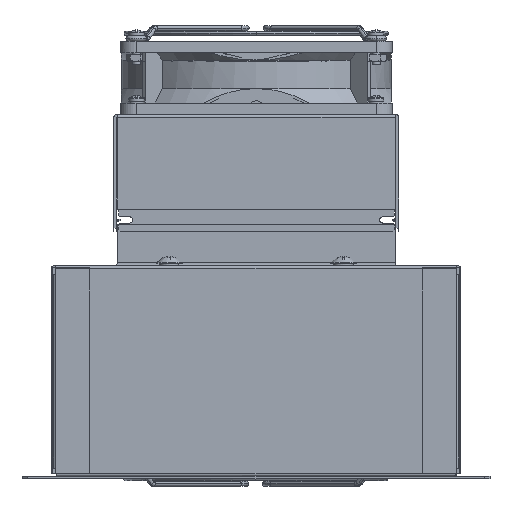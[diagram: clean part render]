
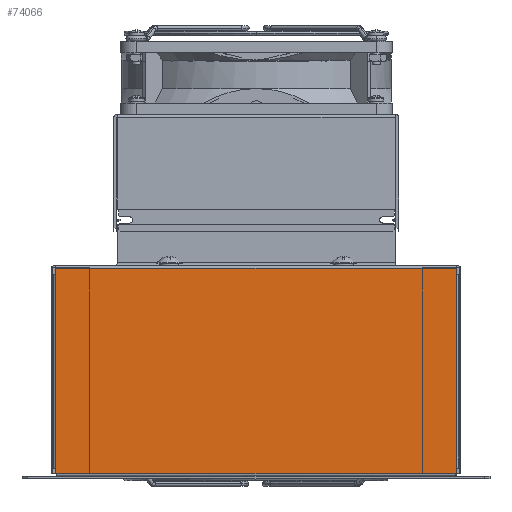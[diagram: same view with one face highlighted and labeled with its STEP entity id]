
A CAD part, front view. The second image highlights one B-rep face of the part: STEP entity #74066.
In plain terms, the highlighted planar face has unit normal (0, -1, 0).
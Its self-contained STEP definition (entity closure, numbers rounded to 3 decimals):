
#563 = AXIS2_PLACEMENT_3D ( 'NONE', #1281, #53013, #8743 ) ;
#1281 = CARTESIAN_POINT ( 'NONE',  ( 4.951, -15.791, 10.965 ) ) ;
#2385 = VECTOR ( 'NONE', #33808, 39.37 ) ;
#4704 = VERTEX_POINT ( 'NONE', #95207 ) ;
#8743 = DIRECTION ( 'NONE',  ( 0., 0., -1. ) ) ;
#11199 = LINE ( 'NONE', #16360, #43599 ) ;
#14439 = VERTEX_POINT ( 'NONE', #95470 ) ;
#16360 = CARTESIAN_POINT ( 'NONE',  ( 4.951, -15.791, 2.476 ) ) ;
#21914 = EDGE_CURVE ( 'NONE', #61239, #14439, #44155, .T. ) ;
#22091 = VECTOR ( 'NONE', #79147, 39.37 ) ;
#24764 = CARTESIAN_POINT ( 'NONE',  ( 0.545, -15.791, 10.965 ) ) ;
#25319 = DIRECTION ( 'NONE',  ( 0., 0., 1. ) ) ;
#26355 = CARTESIAN_POINT ( 'NONE',  ( 0.505, -15.791, 6.016 ) ) ;
#32505 = LINE ( 'NONE', #56767, #22091 ) ;
#33808 = DIRECTION ( 'NONE',  ( 1., 0., 0. ) ) ;
#35087 = EDGE_CURVE ( 'NONE', #88764, #4704, #32505, .T. ) ;
#37138 = ORIENTED_EDGE ( 'NONE', *, *, #21914, .F. ) ;
#43494 = CARTESIAN_POINT ( 'NONE',  ( 7.445, -15.791, 6.016 ) ) ;
#43599 = VECTOR ( 'NONE', #45836, 39.37 ) ;
#44155 = LINE ( 'NONE', #24764, #51360 ) ;
#45836 = DIRECTION ( 'NONE',  ( -1., 0., 0. ) ) ;
#50229 = ORIENTED_EDGE ( 'NONE', *, *, #35087, .F. ) ;
#50721 = EDGE_CURVE ( 'NONE', #14439, #88764, #93773, .T. ) ;
#51360 = VECTOR ( 'NONE', #25319, 39.37 ) ;
#53013 = DIRECTION ( 'NONE',  ( 0., 1., 0. ) ) ;
#54602 = FACE_OUTER_BOUND ( 'NONE', #84372, .T. ) ;
#56767 = CARTESIAN_POINT ( 'NONE',  ( 7.445, -15.791, 10.965 ) ) ;
#59453 = CARTESIAN_POINT ( 'NONE',  ( 0.545, -15.791, 2.476 ) ) ;
#60104 = PLANE ( 'NONE',  #563 ) ;
#60142 = ORIENTED_EDGE ( 'NONE', *, *, #50721, .F. ) ;
#61239 = VERTEX_POINT ( 'NONE', #59453 ) ;
#74066 = ADVANCED_FACE ( 'NONE', ( #54602 ), #60104, .F. ) ;
#74548 = ORIENTED_EDGE ( 'NONE', *, *, #78272, .F. ) ;
#78272 = EDGE_CURVE ( 'NONE', #4704, #61239, #11199, .T. ) ;
#79147 = DIRECTION ( 'NONE',  ( 0., 0., -1. ) ) ;
#84372 = EDGE_LOOP ( 'NONE', ( #74548, #50229, #60142, #37138 ) ) ;
#88764 = VERTEX_POINT ( 'NONE', #43494 ) ;
#93773 = LINE ( 'NONE', #26355, #2385 ) ;
#95207 = CARTESIAN_POINT ( 'NONE',  ( 7.445, -15.791, 2.476 ) ) ;
#95470 = CARTESIAN_POINT ( 'NONE',  ( 0.545, -15.791, 6.016 ) ) ;
